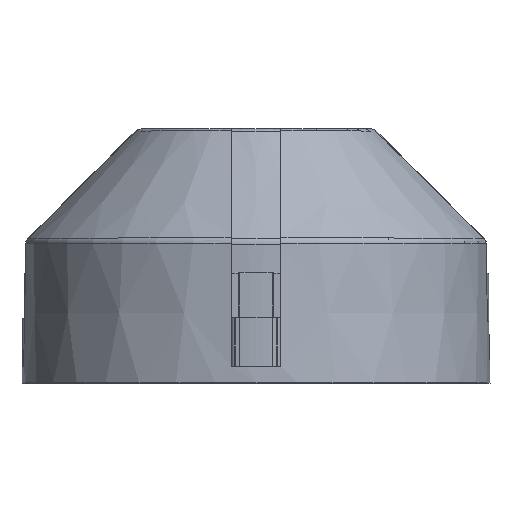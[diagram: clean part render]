
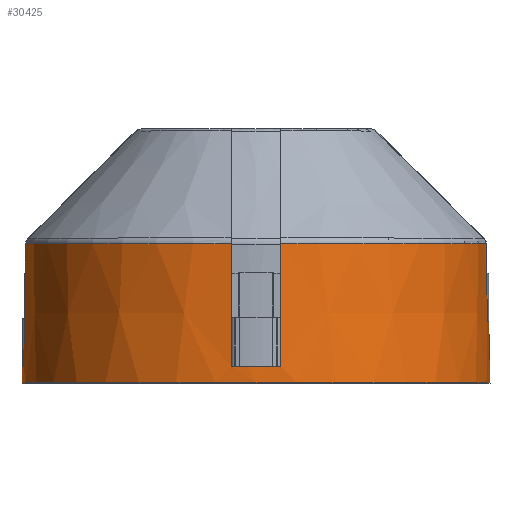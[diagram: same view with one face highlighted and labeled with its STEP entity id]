
A CAD part, top view. The second image highlights one B-rep face of the part: STEP entity #30425.
In plain terms, the highlighted conical face has half-angle 1.146 degrees and reference radius 57.158 mm.
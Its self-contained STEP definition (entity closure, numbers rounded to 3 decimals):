
#1862=CARTESIAN_POINT('',(0.,4.,0.));
#1863=DIRECTION('',(0.,-1.,0.));
#1864=DIRECTION('',(-0.994,0.,0.106));
#1865=AXIS2_PLACEMENT_3D('',#1862,#1863,#1864);
#2901=DIRECTION('',(-0.02,1.,0.));
#2902=VECTOR('',#2901,15.003);
#2903=CARTESIAN_POINT('',(57.5,0.,0.));
#2904=LINE('',#2903,#2902);
#11423=CARTESIAN_POINT('',(0.,15.,0.));
#11424=DIRECTION('',(0.,-1.,0.));
#11425=DIRECTION('',(1.,0.,0.));
#11426=AXIS2_PLACEMENT_3D('',#11423,#11424,#11425);
#11742=CARTESIAN_POINT('',(0.,0.,0.));
#11743=DIRECTION('',(0.,1.,0.));
#11744=DIRECTION('',(-1.,0.,0.));
#11745=AXIS2_PLACEMENT_3D('',#11742,#11743,#11744);
#11762=CARTESIAN_POINT('',(-6.1,34.195,
56.488));
#11763=CARTESIAN_POINT('',(-6.1,30.865,
56.555));
#11764=CARTESIAN_POINT('',(-6.1,24.187,
56.689));
#11765=CARTESIAN_POINT('',(-6.1,14.122,
56.891));
#11766=CARTESIAN_POINT('',(-6.1,7.38,57.027));
#11767=CARTESIAN_POINT('',(-6.1,4.,57.095));
#11769=CARTESIAN_POINT('',(6.1,4.,57.095));
#11770=CARTESIAN_POINT('',(6.1,7.408,57.027));
#11771=CARTESIAN_POINT('',(6.1,14.188,56.89));
#11772=CARTESIAN_POINT('',(6.1,24.252,56.688));
#11773=CARTESIAN_POINT('',(6.1,30.892,56.554));
#11774=CARTESIAN_POINT('',(6.1,34.195,56.488));
#11776=CARTESIAN_POINT('',(56.488,34.195,6.1));
#11777=CARTESIAN_POINT('',(56.53,32.072,6.1));
#11778=CARTESIAN_POINT('',(56.616,27.82,6.1));
#11779=CARTESIAN_POINT('',(56.745,21.422,6.1));
#11780=CARTESIAN_POINT('',(56.831,17.143,6.1));
#11781=CARTESIAN_POINT('',(56.874,15.,6.1));
#11783=DIRECTION('',(0.02,1.,0.));
#11784=VECTOR('',#11783,4.001);
#11785=CARTESIAN_POINT('',(-57.5,0.,0.));
#11786=LINE('',#11785,#11784);
#11787=CARTESIAN_POINT('',(-57.095,4.,6.1));
#11788=CARTESIAN_POINT('',(-57.027,7.407,6.1));
#11789=CARTESIAN_POINT('',(-56.89,14.187,
6.1));
#11790=CARTESIAN_POINT('',(-56.688,24.252,
6.1));
#11791=CARTESIAN_POINT('',(-56.554,30.892,
6.1));
#11792=CARTESIAN_POINT('',(-56.488,34.195,
6.1));
#11794=CARTESIAN_POINT('',(0.,34.195,0.));
#11795=DIRECTION('',(0.,-1.,0.));
#11796=DIRECTION('',(-0.107,0.,0.994));
#11797=AXIS2_PLACEMENT_3D('',#11794,#11795,#11796);
#11832=CARTESIAN_POINT('',(0.,4.,0.));
#11833=DIRECTION('',(0.,-1.,0.));
#11834=DIRECTION('',(0.106,0.,0.994));
#11835=AXIS2_PLACEMENT_3D('',#11832,#11833,#11834);
#12131=CARTESIAN_POINT('',(0.,34.195,0.));
#12132=DIRECTION('',(0.,-1.,0.));
#12133=DIRECTION('',(0.994,0.,0.107));
#12134=AXIS2_PLACEMENT_3D('',#12131,#12132,#12133);
#13366=CARTESIAN_POINT('',(-6.1,34.195,56.488));
#13367=CARTESIAN_POINT('',(-56.488,34.195,6.1));
#13368=VERTEX_POINT('',#13366);
#13369=VERTEX_POINT('',#13367);
#13370=VERTEX_POINT('',#11767);
#13371=CARTESIAN_POINT('',(6.1,4.,57.095));
#13372=VERTEX_POINT('',#13371);
#13373=VERTEX_POINT('',#11774);
#13374=CARTESIAN_POINT('',(56.488,34.195,6.1));
#13375=VERTEX_POINT('',#13374);
#13376=VERTEX_POINT('',#11781);
#13377=CARTESIAN_POINT('',(57.2,15.,0.));
#13378=VERTEX_POINT('',#13377);
#13379=CARTESIAN_POINT('',(57.5,0.,0.));
#13380=VERTEX_POINT('',#13379);
#13381=CARTESIAN_POINT('',(-57.5,0.,0.));
#13382=VERTEX_POINT('',#13381);
#13383=CARTESIAN_POINT('',(-57.42,4.,0.));
#13384=VERTEX_POINT('',#13383);
#13385=CARTESIAN_POINT('',(-57.095,4.,6.1));
#13386=VERTEX_POINT('',#13385);
#30403=CARTESIAN_POINT('',(0.,17.098,0.));
#30404=DIRECTION('',(0.,-1.,0.));
#30405=DIRECTION('',(-1.,0.,0.));
#30406=AXIS2_PLACEMENT_3D('',#30403,#30404,#30405);
#30407=CONICAL_SURFACE('',#30406,57.158,1.146);
#30409=ORIENTED_EDGE('',*,*,#30408,.F.);
#30410=ORIENTED_EDGE('',*,*,#17359,.T.);
#30412=ORIENTED_EDGE('',*,*,#30411,.F.);
#30413=ORIENTED_EDGE('',*,*,#15932,.T.);
#30415=ORIENTED_EDGE('',*,*,#30414,.F.);
#30416=ORIENTED_EDGE('',*,*,#29001,.T.);
#30417=ORIENTED_EDGE('',*,*,#29829,.F.);
#30418=ORIENTED_EDGE('',*,*,#19012,.F.);
#30419=ORIENTED_EDGE('',*,*,#30386,.F.);
#30420=ORIENTED_EDGE('',*,*,#19008,.T.);
#30421=ORIENTED_EDGE('',*,*,#17864,.F.);
#30422=ORIENTED_EDGE('',*,*,#17541,.T.);
#30423=EDGE_LOOP('',(#30409,#30410,#30412,#30413,#30415,#30416,#30417,#30418,
#30419,#30420,#30421,#30422));
#30424=FACE_OUTER_BOUND('',#30423,.F.);
#30425=ADVANCED_FACE('',(#30424),#30407,.T.);
#1866=CIRCLE('',#1865,57.42);
#11427=CIRCLE('',#11426,57.2);
#11746=CIRCLE('',#11745,57.5);
#11768=B_SPLINE_CURVE_WITH_KNOTS('',3,(#11762,#11763,#11764,#11765,#11766,
#11767),.UNSPECIFIED.,.F.,.F.,(4,1,1,4),(0.,0.333,
0.667,1.),.UNSPECIFIED.);
#11775=B_SPLINE_CURVE_WITH_KNOTS('',3,(#11769,#11770,#11771,#11772,#11773,
#11774),.UNSPECIFIED.,.F.,.F.,(4,1,1,4),(0.,0.333,
0.667,1.),.UNSPECIFIED.);
#11782=B_SPLINE_CURVE_WITH_KNOTS('',3,(#11776,#11777,#11778,#11779,#11780,
#11781),.UNSPECIFIED.,.F.,.F.,(4,1,1,4),(0.,0.333,
0.667,1.),.UNSPECIFIED.);
#11793=B_SPLINE_CURVE_WITH_KNOTS('',3,(#11787,#11788,#11789,#11790,#11791,
#11792),.UNSPECIFIED.,.F.,.F.,(4,1,1,4),(0.,0.333,
0.667,1.),.UNSPECIFIED.);
#11798=CIRCLE('',#11797,56.816);
#11836=CIRCLE('',#11835,57.42);
#12135=CIRCLE('',#12134,56.816);
#15932=EDGE_CURVE('',#13372,#13373,#11775,.T.);
#17359=EDGE_CURVE('',#13368,#13370,#11768,.T.);
#17541=EDGE_CURVE('',#13386,#13369,#11793,.T.);
#17864=EDGE_CURVE('',#13386,#13384,#1866,.T.);
#19008=EDGE_CURVE('',#13382,#13384,#11786,.T.);
#19012=EDGE_CURVE('',#13380,#13378,#2904,.T.);
#29001=EDGE_CURVE('',#13375,#13376,#11782,.T.);
#29829=EDGE_CURVE('',#13378,#13376,#11427,.T.);
#30386=EDGE_CURVE('',#13382,#13380,#11746,.T.);
#30408=EDGE_CURVE('',#13368,#13369,#11798,.T.);
#30411=EDGE_CURVE('',#13372,#13370,#11836,.T.);
#30414=EDGE_CURVE('',#13375,#13373,#12135,.T.);
